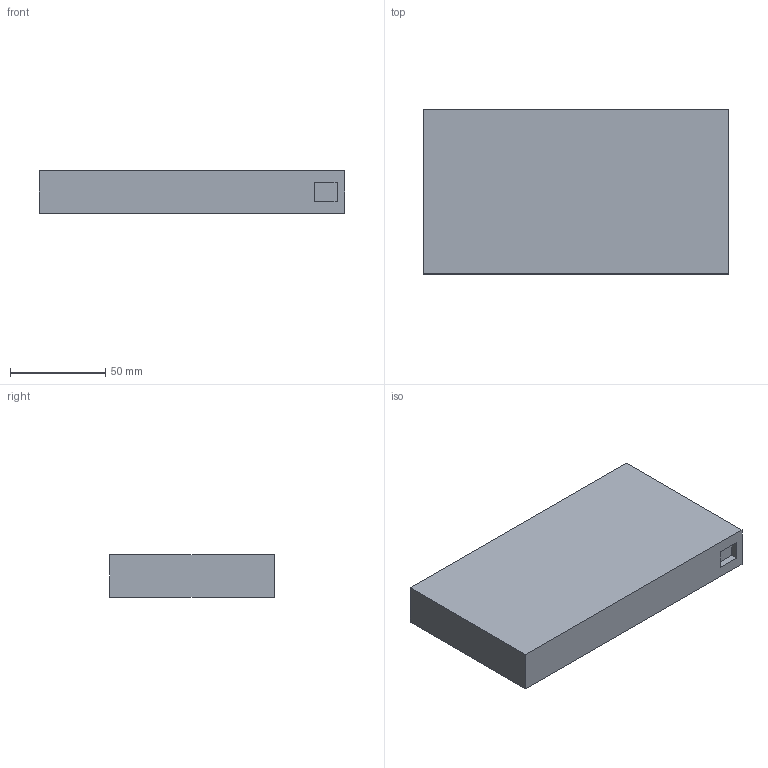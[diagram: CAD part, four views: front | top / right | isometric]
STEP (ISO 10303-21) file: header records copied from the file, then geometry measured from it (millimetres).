
FILE_DESCRIPTION(/* description */ (''),/* implementation_level */ '2;1');
FILE_NAME(/* name */ 'phone_box_base v2.step',/* time_stamp */ '2023-11-29T22:06:11+09:00',/* author */ (''),/* organization */ (''),/* preprocessor_version */ 'ST-DEVELOPER v20',/* originating_system */ 'Autodesk Translation Framework v12.14.0.127',/* authorisation */ '');
FILE_SCHEMA (('AUTOMOTIVE_DESIGN { 1 0 10303 214 3 1 1 }'));
Length unit declared in the file: millimetre
Products named in the file (1): phone_box_base
Bounding box: 160 x 85.9 x 22 mm (x, y, z)
Volume: 297376.2 mm3; surface area: 39251 mm2
Topology: 1 solids, 1 shells, 27 faces, 57 edges, 38 vertices
Faces by surface type: plane 22, cylinder 5
Full cylindrical faces by diameter (mm): 2 x5
Entity records: 763 total; most frequent: DIRECTION 125, CARTESIAN_POINT 123, ORIENTED_EDGE 114, EDGE_CURVE 57, LINE 45, VECTOR 45, AXIS2_PLACEMENT_3D 40, VERTEX_POINT 38
